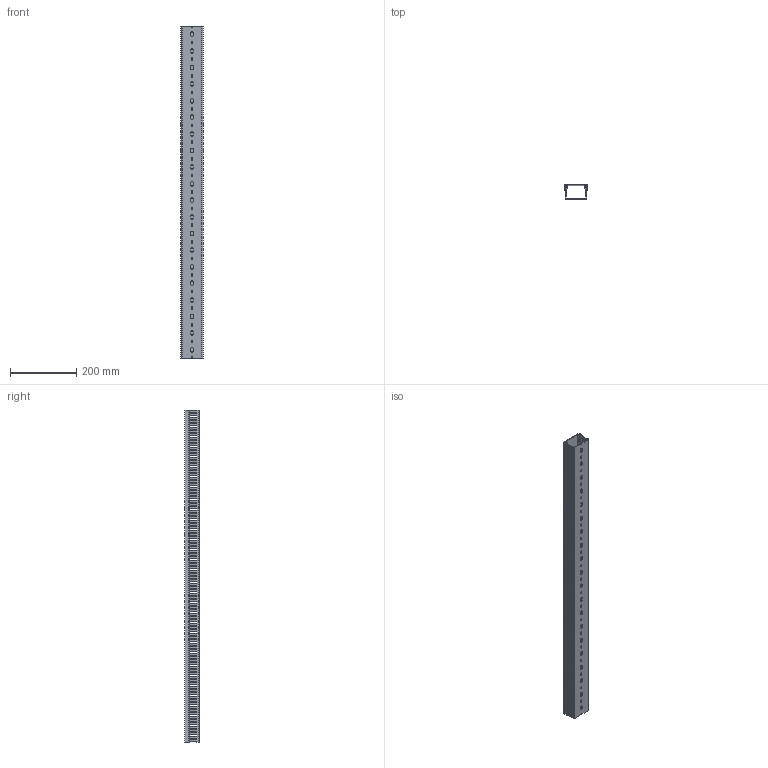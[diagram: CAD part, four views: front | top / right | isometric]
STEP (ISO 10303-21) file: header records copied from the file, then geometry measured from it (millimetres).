
FILE_DESCRIPTION (( 'STEP AP214' ), '1' );
FILE_NAME ('6178014.stp', '2021-11-19T14:23:11', ( '' ), ( '' ), 'SwSTEP 2.0', 'SolidWorks 2020', '' );
FILE_SCHEMA (( 'AUTOMOTIVE_DESIGN' ));
Length unit declared in the file: millimetre
Products named in the file (3): BKS 05.004-021; 6178014; BKS 05.002-011
Assembly tree (2 placements, depth 2):
  6178014
    BKS 05.004-021
    BKS 05.002-011
Bounding box: 66.89 x 43.2 x 1000 mm (x, y, z)
Volume: 384416.5 mm3; surface area: 514440.5 mm2
Topology: 2 solids, 2 shells, 3996 faces, 11976 edges, 7984 vertices
Faces by surface type: plane 3512, cylinder 484
Entity records: 167015 total; most frequent: CARTESIAN_POINT 23961, ORIENTED_EDGE 23952, DIRECTION 20946, EDGE_CURVE 11976, LINE 11008, VECTOR 11008, VERTEX_POINT 7984, AXIS2_PLACEMENT_3D 4969
